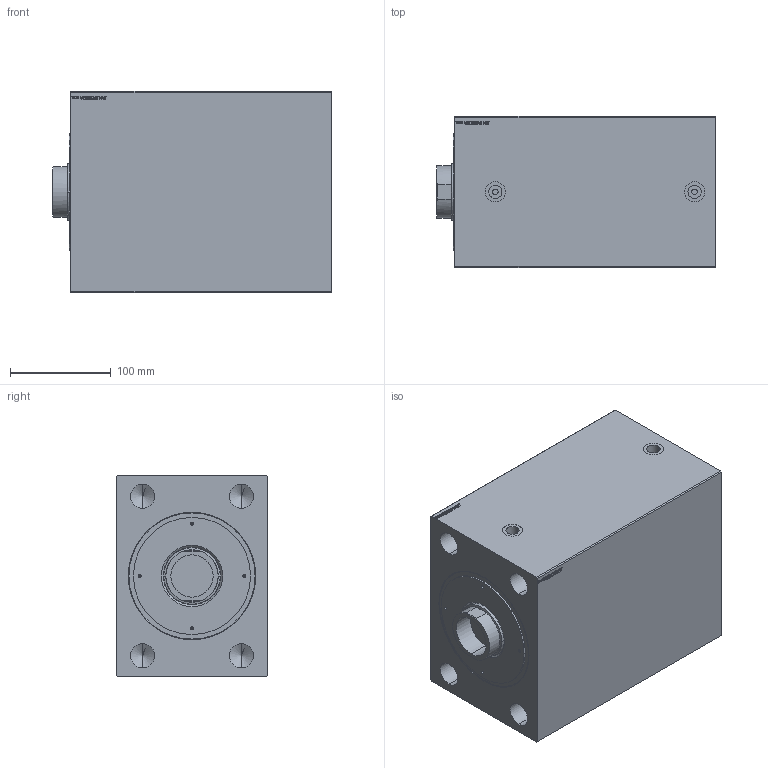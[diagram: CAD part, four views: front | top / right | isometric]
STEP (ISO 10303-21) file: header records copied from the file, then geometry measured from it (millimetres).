
FILE_DESCRIPTION (( 'STEP AP203' ), '1' );
FILE_NAME ('d4cd.STEP', '2020-09-18T16:11:54', ( '' ), ( '' ), 'SwSTEP 2.0', 'SolidWorks 2019', '' );
FILE_SCHEMA (( 'CONFIG_CONTROL_DESIGN' ));
Length unit declared in the file: millimetre
Products named in the file (4): V500CZ_VNIT豊蚠攘ST b8ca788497f198a02da43180e3beccea; d4cd; V500CZ b8ca788497f198a02da43180e3beccea; V500CZ_vnitrni_cast_vysunovaci b8ca788497f198a02da43180e3beccea
Assembly tree (3 placements, depth 2):
  d4cd
    V500CZ b8ca788497f198a02da43180e3beccea
    V500CZ_vnitrni_cast_vysunovaci b8ca788497f198a02da43180e3beccea
    V500CZ_VNIT豊蚠攘ST b8ca788497f198a02da43180e3beccea
Bounding box: 276 x 150 x 200 mm (x, y, z)
Volume: 7018496.6 mm3; surface area: 384732.1 mm2
Topology: 3 solids, 3 shells, 888 faces, 2266 edges, 1487 vertices
Faces by surface type: plane 407, bspline 380, cylinder 71, cone 30
Entity records: 44425 total; most frequent: CARTESIAN_POINT 25111, ORIENTED_EDGE 4484, DIRECTION 2655, EDGE_CURVE 2242, VERTEX_POINT 1487, LINE 1329, VECTOR 1329, EDGE_LOOP 1017
